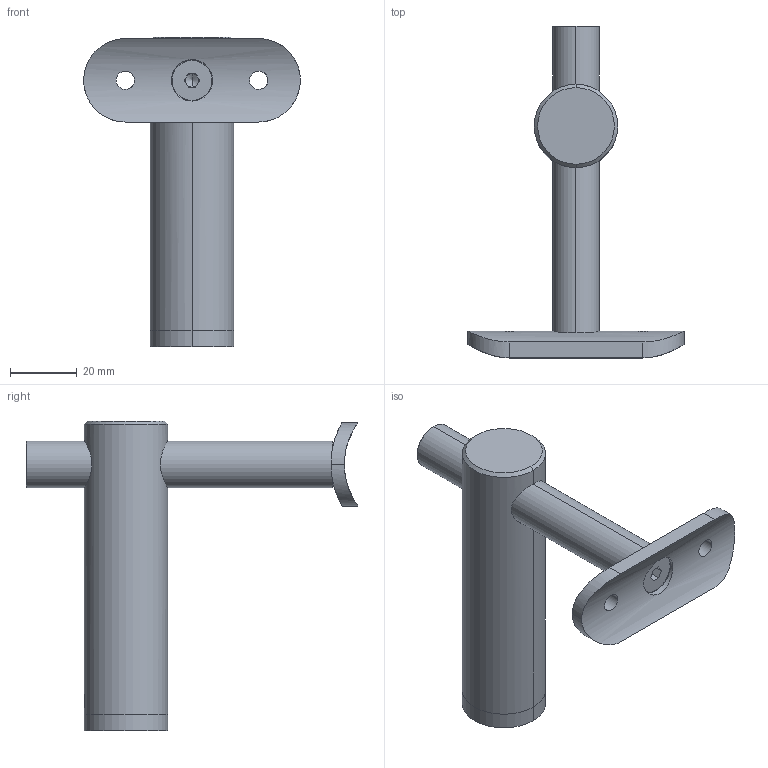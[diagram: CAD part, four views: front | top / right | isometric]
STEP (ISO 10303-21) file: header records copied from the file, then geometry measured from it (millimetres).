
FILE_DESCRIPTION (( 'STEP AP203' ), '1' );
FILE_NAME ('50372-240.step', '2020-09-11T11:52:43', ( '' ), ( '' ), 'SwSTEP 2.0', 'SolidWorks 2018', '' );
FILE_SCHEMA (( 'CONFIG_CONTROL_DESIGN' ));
Length unit declared in the file: millimetre
Products named in the file (16): 5037X-240 Teil4_5037X-240 Teil4; DIN914; DIN913_DIN 913 M5x5; DIN-7991 M3-M10_DIN7991 M6x14; DIN-7991 M3-M10; 50372-240; 5037X-240 Teil1_50372-240 Teil1; 5037X-240 Teil2; 5037X-240 Teil2_50372-240 Teil2; DIN914_DIN 914 M5x5; 5037X-240 Teil3_50372-240 Teil3; 5037X-240 Teil1; 5037X-240 Teil3; DIN913; 5037X-240 Teil4
Assembly tree (10 placements, depth 2):
  50372-240
    5037X-240 Teil1_50372-240 Teil1
    5037X-240 Teil2_50372-240 Teil2
    5037X-240 Teil4_5037X-240 Teil4
    5037X-240 Teil3_50372-240 Teil3
    DIN-7991 M3-M10_DIN7991 M6x14
    DIN913_DIN 913 M5x5
    DIN914_DIN 914 M5x5
  5037X-240 Teil2
  5037X-240 Teil1
  5037X-240 Teil3
  50372-240
    DIN914
    DIN913
    DIN-7991 M3-M10
Bounding box: 65 x 99.58 x 93 mm (x, y, z)
Volume: 58348.3 mm3; surface area: 21552.7 mm2
Topology: 7 solids, 7 shells, 348 faces, 876 edges, 564 vertices
Faces by surface type: plane 146, bspline 94, cylinder 72, cone 36
Entity records: 19556 total; most frequent: CARTESIAN_POINT 10327, ORIENTED_EDGE 1730, DIRECTION 1339, EDGE_CURVE 865, VERTEX_POINT 558, AXIS2_PLACEMENT_3D 451, LINE 437, VECTOR 437
